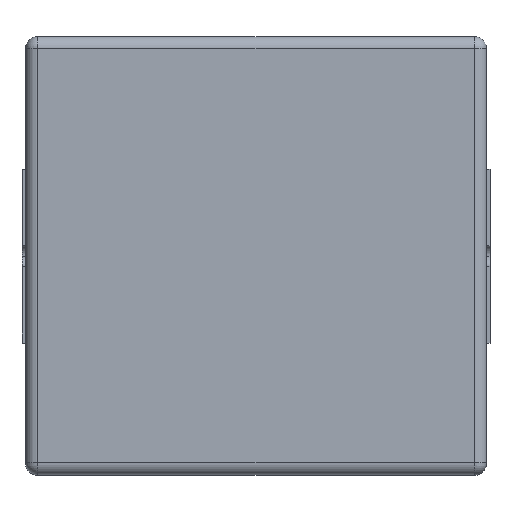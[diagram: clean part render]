
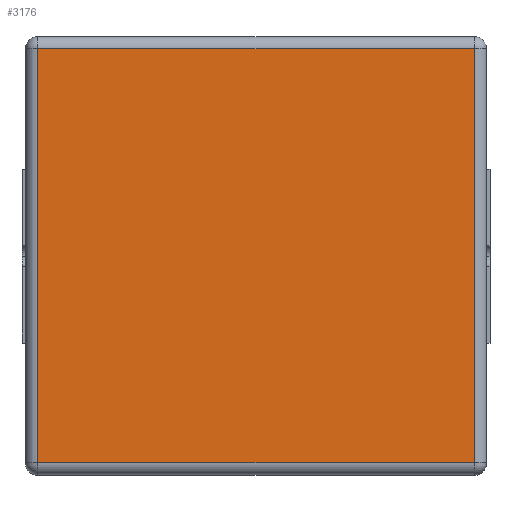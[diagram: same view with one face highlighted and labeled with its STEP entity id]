
A CAD part, top view. The second image highlights one B-rep face of the part: STEP entity #3176.
In plain terms, the highlighted planar face has unit normal (0, 0, 1).
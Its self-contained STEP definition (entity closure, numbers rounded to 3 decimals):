
#195 = CARTESIAN_POINT ( 'NONE',  ( 6.275, 5.95, 5.8 ) ) ;
#756 = DIRECTION ( 'NONE',  ( -1., 0., 0. ) ) ;
#1472 = PLANE ( 'NONE',  #5289 ) ;
#2064 = CARTESIAN_POINT ( 'NONE',  ( 6.625, -5.95, 5.8 ) ) ;
#2203 = CARTESIAN_POINT ( 'NONE',  ( -6.625, 5.95, 5.8 ) ) ;
#2312 = DIRECTION ( 'NONE',  ( 1., 0., 0. ) ) ;
#2384 = DIRECTION ( 'NONE',  ( 0., -1., 0. ) ) ;
#2861 = VERTEX_POINT ( 'NONE', #195 ) ;
#3176 = ADVANCED_FACE ( 'NONE', ( #4016 ), #1472, .T. ) ;
#3391 = EDGE_CURVE ( 'NONE', #11985, #8432, #8376, .T. ) ;
#3924 = EDGE_LOOP ( 'NONE', ( #14266, #11830, #4005, #8083 ) ) ;
#4005 = ORIENTED_EDGE ( 'NONE', *, *, #11220, .T. ) ;
#4016 = FACE_OUTER_BOUND ( 'NONE', #3924, .T. ) ;
#4083 = VECTOR ( 'NONE', #2312, 1000. ) ;
#5289 = AXIS2_PLACEMENT_3D ( 'NONE', #15960, #7967, #10643 ) ;
#5862 = EDGE_CURVE ( 'NONE', #8432, #6529, #13530, .T. ) ;
#6529 = VERTEX_POINT ( 'NONE', #15946 ) ;
#6943 = DIRECTION ( 'NONE',  ( 0., 1., 0. ) ) ;
#7197 = CARTESIAN_POINT ( 'NONE',  ( 6.275, 6.3, 5.8 ) ) ;
#7967 = DIRECTION ( 'NONE',  ( 0., 0., 1. ) ) ;
#8083 = ORIENTED_EDGE ( 'NONE', *, *, #9131, .T. ) ;
#8279 = CARTESIAN_POINT ( 'NONE',  ( -6.275, -5.95, 5.8 ) ) ;
#8376 = LINE ( 'NONE', #10976, #13079 ) ;
#8432 = VERTEX_POINT ( 'NONE', #8279 ) ;
#9131 = EDGE_CURVE ( 'NONE', #2861, #11985, #14764, .T. ) ;
#10643 = DIRECTION ( 'NONE',  ( 1., 0., 0. ) ) ;
#10976 = CARTESIAN_POINT ( 'NONE',  ( -6.275, -6.3, 5.8 ) ) ;
#11096 = VECTOR ( 'NONE', #6943, 1000. ) ;
#11220 = EDGE_CURVE ( 'NONE', #6529, #2861, #14276, .T. ) ;
#11270 = CARTESIAN_POINT ( 'NONE',  ( -6.275, 5.95, 5.8 ) ) ;
#11830 = ORIENTED_EDGE ( 'NONE', *, *, #5862, .T. ) ;
#11985 = VERTEX_POINT ( 'NONE', #11270 ) ;
#13079 = VECTOR ( 'NONE', #2384, 1000. ) ;
#13530 = LINE ( 'NONE', #2064, #4083 ) ;
#14266 = ORIENTED_EDGE ( 'NONE', *, *, #3391, .T. ) ;
#14276 = LINE ( 'NONE', #7197, #11096 ) ;
#14486 = VECTOR ( 'NONE', #756, 1000. ) ;
#14764 = LINE ( 'NONE', #2203, #14486 ) ;
#15946 = CARTESIAN_POINT ( 'NONE',  ( 6.275, -5.95, 5.8 ) ) ;
#15960 = CARTESIAN_POINT ( 'NONE',  ( 0., 0., 5.8 ) ) ;
